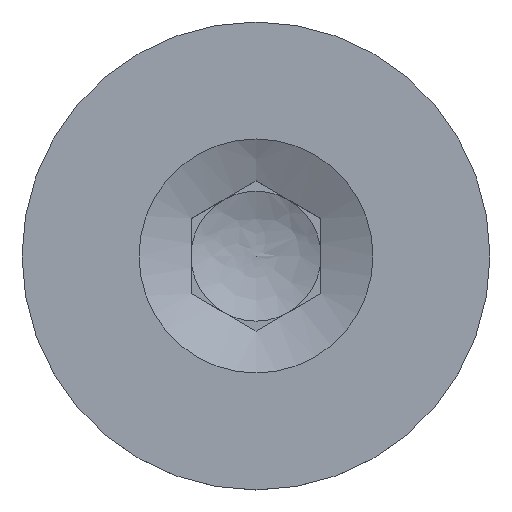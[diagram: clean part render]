
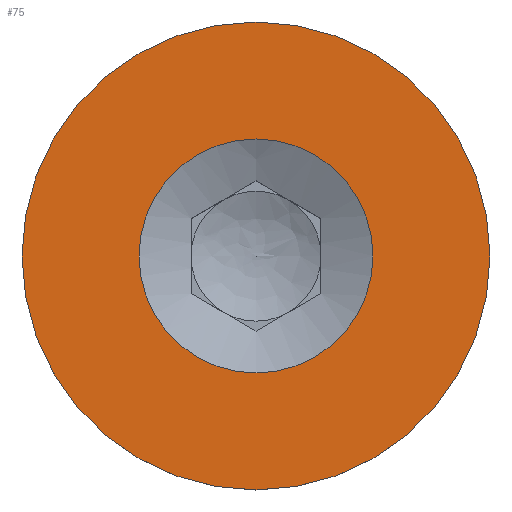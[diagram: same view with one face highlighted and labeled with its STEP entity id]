
A CAD part, top view. The second image highlights one B-rep face of the part: STEP entity #75.
In plain terms, the highlighted planar face has unit normal (0, 0, 1).
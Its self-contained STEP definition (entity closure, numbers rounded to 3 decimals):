
#75 = ADVANCED_FACE( '', ( #92, #93 ), #94, .T. );
#92 = FACE_BOUND( '', #131, .T. );
#93 = FACE_OUTER_BOUND( '', #132, .T. );
#94 = PLANE( '', #133 );
#131 = EDGE_LOOP( '', ( #204 ) );
#132 = EDGE_LOOP( '', ( #205 ) );
#133 = AXIS2_PLACEMENT_3D( '', #206, #207, #208 );
#204 = ORIENTED_EDGE( '', *, *, #306, .F. );
#205 = ORIENTED_EDGE( '', *, *, #307, .T. );
#206 = CARTESIAN_POINT( '', ( 0., 0., 25. ) );
#207 = DIRECTION( '', ( 0., 0., 1. ) );
#208 = DIRECTION( '', ( 1., 0., 0. ) );
#306 = EDGE_CURVE( '', #335, #335, #336, .T. );
#307 = EDGE_CURVE( '', #337, #337, #338, .T. );
#335 = VERTEX_POINT( '', #383 );
#336 = CIRCLE( '', #384, 4.5 );
#337 = VERTEX_POINT( '', #385 );
#338 = CIRCLE( '', #386, 9. );
#383 = CARTESIAN_POINT( '', ( 4.5, 0., 25. ) );
#384 = AXIS2_PLACEMENT_3D( '', #445, #446, #447 );
#385 = CARTESIAN_POINT( '', ( 9., 0., 25. ) );
#386 = AXIS2_PLACEMENT_3D( '', #448, #449, #450 );
#445 = CARTESIAN_POINT( '', ( 0., 0., 25. ) );
#446 = DIRECTION( '', ( 0., 0., 1. ) );
#447 = DIRECTION( '', ( 1., 0., 0. ) );
#448 = CARTESIAN_POINT( '', ( 0., 0., 25. ) );
#449 = DIRECTION( '', ( 0., 0., 1. ) );
#450 = DIRECTION( '', ( 1., 0., 0. ) );
